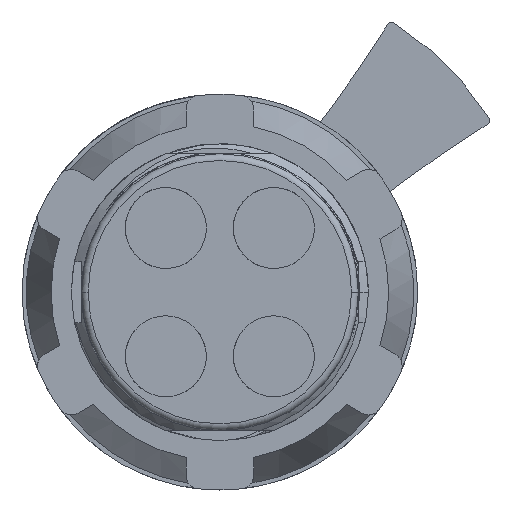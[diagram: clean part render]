
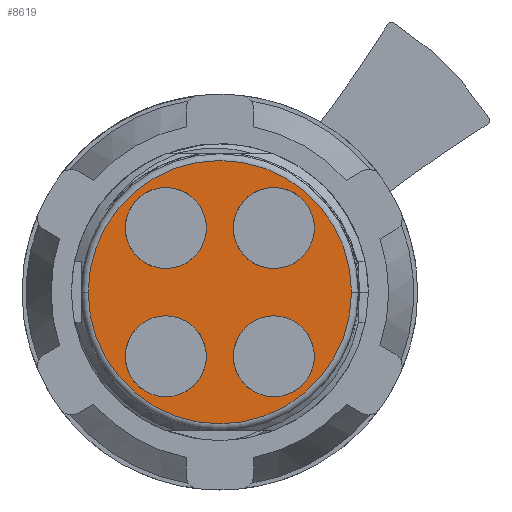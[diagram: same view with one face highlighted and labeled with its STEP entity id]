
A CAD part, front view. The second image highlights one B-rep face of the part: STEP entity #8619.
In plain terms, the highlighted planar face has unit normal (0, -1, 0).
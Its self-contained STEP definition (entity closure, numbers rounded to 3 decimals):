
#2=CARTESIAN_POINT('',(0.,-43.,0.));
#3=DIRECTION('',(0.,1.,0.));
#4=DIRECTION('',(1.,0.,0.));
#5=AXIS2_PLACEMENT_3D('',#2,#3,#4);
#7=CARTESIAN_POINT('',(0.,-43.,0.));
#8=DIRECTION('',(0.,1.,0.));
#9=DIRECTION('',(-1.,0.,0.));
#10=AXIS2_PLACEMENT_3D('',#7,#8,#9);
#12=CARTESIAN_POINT('',(4.,-43.,4.75));
#13=DIRECTION('',(0.,-1.,0.));
#14=DIRECTION('',(0.,0.,-1.));
#15=AXIS2_PLACEMENT_3D('',#12,#13,#14);
#17=CARTESIAN_POINT('',(4.,-43.,4.75));
#18=DIRECTION('',(0.,-1.,0.));
#19=DIRECTION('',(0.,0.,1.));
#20=AXIS2_PLACEMENT_3D('',#17,#18,#19);
#22=CARTESIAN_POINT('',(4.,-43.,-4.75));
#23=DIRECTION('',(0.,-1.,0.));
#24=DIRECTION('',(0.,0.,-1.));
#25=AXIS2_PLACEMENT_3D('',#22,#23,#24);
#27=CARTESIAN_POINT('',(4.,-43.,-4.75));
#28=DIRECTION('',(0.,-1.,0.));
#29=DIRECTION('',(0.,0.,1.));
#30=AXIS2_PLACEMENT_3D('',#27,#28,#29);
#32=CARTESIAN_POINT('',(-4.,-43.,4.75));
#33=DIRECTION('',(0.,-1.,0.));
#34=DIRECTION('',(0.,0.,-1.));
#35=AXIS2_PLACEMENT_3D('',#32,#33,#34);
#37=CARTESIAN_POINT('',(-4.,-43.,4.75));
#38=DIRECTION('',(0.,-1.,0.));
#39=DIRECTION('',(0.,0.,1.));
#40=AXIS2_PLACEMENT_3D('',#37,#38,#39);
#42=CARTESIAN_POINT('',(-4.,-43.,-4.75));
#43=DIRECTION('',(0.,-1.,0.));
#44=DIRECTION('',(0.,0.,-1.));
#45=AXIS2_PLACEMENT_3D('',#42,#43,#44);
#47=CARTESIAN_POINT('',(-4.,-43.,-4.75));
#48=DIRECTION('',(0.,-1.,0.));
#49=DIRECTION('',(0.,0.,1.));
#50=AXIS2_PLACEMENT_3D('',#47,#48,#49);
#7994=CARTESIAN_POINT('',(9.75,-43.,0.));
#7995=CARTESIAN_POINT('',(-9.75,-43.,0.));
#7996=VERTEX_POINT('',#7994);
#7997=VERTEX_POINT('',#7995);
#8201=CARTESIAN_POINT('',(4.,-43.,1.75));
#8202=VERTEX_POINT('',#8201);
#8203=CARTESIAN_POINT('',(4.,-43.,7.75));
#8204=VERTEX_POINT('',#8203);
#8205=CARTESIAN_POINT('',(4.,-43.,-7.75));
#8206=VERTEX_POINT('',#8205);
#8207=CARTESIAN_POINT('',(4.,-43.,-1.75));
#8208=VERTEX_POINT('',#8207);
#8209=CARTESIAN_POINT('',(-4.,-43.,1.75));
#8210=VERTEX_POINT('',#8209);
#8211=CARTESIAN_POINT('',(-4.,-43.,7.75));
#8212=VERTEX_POINT('',#8211);
#8213=CARTESIAN_POINT('',(-4.,-43.,-7.75));
#8214=VERTEX_POINT('',#8213);
#8215=CARTESIAN_POINT('',(-4.,-43.,-1.75));
#8216=VERTEX_POINT('',#8215);
#8584=CARTESIAN_POINT('',(0.,-43.,0.));
#8585=DIRECTION('',(0.,1.,0.));
#8586=DIRECTION('',(1.,0.,0.));
#8587=AXIS2_PLACEMENT_3D('',#8584,#8585,#8586);
#8588=PLANE('',#8587);
#8590=ORIENTED_EDGE('',*,*,#8589,.T.);
#8592=ORIENTED_EDGE('',*,*,#8591,.T.);
#8593=EDGE_LOOP('',(#8590,#8592));
#8594=FACE_OUTER_BOUND('',#8593,.F.);
#8596=ORIENTED_EDGE('',*,*,#8595,.T.);
#8598=ORIENTED_EDGE('',*,*,#8597,.T.);
#8599=EDGE_LOOP('',(#8596,#8598));
#8600=FACE_BOUND('',#8599,.F.);
#8602=ORIENTED_EDGE('',*,*,#8601,.T.);
#8604=ORIENTED_EDGE('',*,*,#8603,.T.);
#8605=EDGE_LOOP('',(#8602,#8604));
#8606=FACE_BOUND('',#8605,.F.);
#8608=ORIENTED_EDGE('',*,*,#8607,.T.);
#8610=ORIENTED_EDGE('',*,*,#8609,.T.);
#8611=EDGE_LOOP('',(#8608,#8610));
#8612=FACE_BOUND('',#8611,.F.);
#8614=ORIENTED_EDGE('',*,*,#8613,.T.);
#8616=ORIENTED_EDGE('',*,*,#8615,.T.);
#8617=EDGE_LOOP('',(#8614,#8616));
#8618=FACE_BOUND('',#8617,.F.);
#6=CIRCLE('',#5,9.75);
#11=CIRCLE('',#10,9.75);
#16=CIRCLE('',#15,3.);
#21=CIRCLE('',#20,3.);
#26=CIRCLE('',#25,3.);
#31=CIRCLE('',#30,3.);
#36=CIRCLE('',#35,3.);
#41=CIRCLE('',#40,3.);
#46=CIRCLE('',#45,3.);
#51=CIRCLE('',#50,3.);
#8589=EDGE_CURVE('',#7996,#7997,#6,.T.);
#8591=EDGE_CURVE('',#7997,#7996,#11,.T.);
#8595=EDGE_CURVE('',#8202,#8204,#16,.T.);
#8597=EDGE_CURVE('',#8204,#8202,#21,.T.);
#8601=EDGE_CURVE('',#8206,#8208,#26,.T.);
#8603=EDGE_CURVE('',#8208,#8206,#31,.T.);
#8607=EDGE_CURVE('',#8210,#8212,#36,.T.);
#8609=EDGE_CURVE('',#8212,#8210,#41,.T.);
#8613=EDGE_CURVE('',#8214,#8216,#46,.T.);
#8615=EDGE_CURVE('',#8216,#8214,#51,.T.);
#8619=ADVANCED_FACE('',(#8594,#8600,#8606,#8612,#8618),#8588,.F.);
